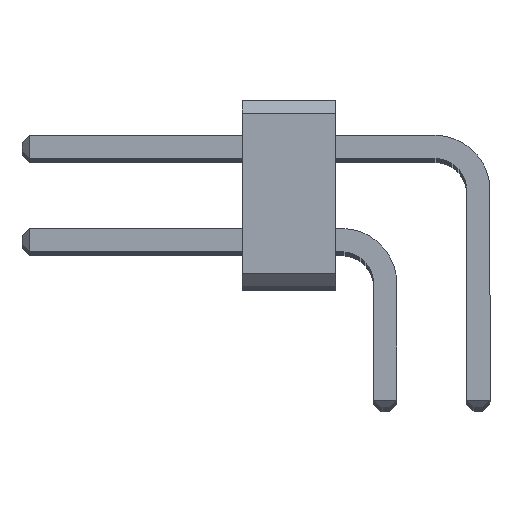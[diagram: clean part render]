
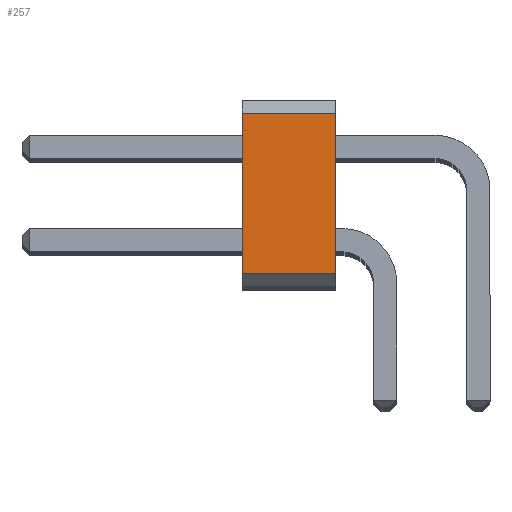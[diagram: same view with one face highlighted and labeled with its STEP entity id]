
A CAD part, top view. The second image highlights one B-rep face of the part: STEP entity #257.
In plain terms, the highlighted face is planar.
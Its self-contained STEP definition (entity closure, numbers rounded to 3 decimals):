
#257 = ADVANCED_FACE ( 'NONE', ( #1869 ), #2447, .T. ) ;
#365 = EDGE_CURVE ( 'NONE', #6451, #6633, #9638, .T. ) ;
#366 = EDGE_CURVE ( 'NONE', #6454, #6632, #9640, .T. ) ;
#699 = AXIS2_PLACEMENT_3D ( 'NONE', #2448, #2453, #2454 ) ;
#1014 = EDGE_LOOP ( 'NONE', ( #8528, #8529, #8530, #8531 ) ) ;
#1869 = FACE_OUTER_BOUND ( 'NONE', #1014, .T. ) ;
#2447 = PLANE ( 'NONE',  #699 ) ;
#2448 = CARTESIAN_POINT ( 'NONE',  ( -2.186, 2.54, -63.146 ) ) ;
#2453 = DIRECTION ( 'NONE',  ( 0., 0., -1. ) ) ;
#2454 = DIRECTION ( 'NONE',  ( -1., 0., 0. ) ) ;
#2775 = CARTESIAN_POINT ( 'NONE',  ( 2.186, 2.54, -63.146 ) ) ;
#2777 = CARTESIAN_POINT ( 'NONE',  ( -2.186, 2.54, -63.146 ) ) ;
#2780 = DIRECTION ( 'NONE',  ( 0., -1., 0. ) ) ;
#2782 = DIRECTION ( 'NONE',  ( 0., -1., 0. ) ) ;
#5868 = EDGE_CURVE ( 'NONE', #6454, #6451, #10860, .T. ) ;
#6147 = EDGE_CURVE ( 'NONE', #6632, #6633, #11871, .T. ) ;
#6451 = VERTEX_POINT ( 'NONE', #12576 ) ;
#6454 = VERTEX_POINT ( 'NONE', #12579 ) ;
#6632 = VERTEX_POINT ( 'NONE', #12757 ) ;
#6633 = VERTEX_POINT ( 'NONE', #12758 ) ;
#8528 = ORIENTED_EDGE ( 'NONE', *, *, #6147, .F. ) ;
#8529 = ORIENTED_EDGE ( 'NONE', *, *, #366, .F. ) ;
#8530 = ORIENTED_EDGE ( 'NONE', *, *, #5868, .T. ) ;
#8531 = ORIENTED_EDGE ( 'NONE', *, *, #365, .T. ) ;
#9638 = LINE ( 'NONE', #2775, #9643 ) ;
#9640 = LINE ( 'NONE', #2777, #9645 ) ;
#9643 = VECTOR ( 'NONE', #2780, 1000. ) ;
#9645 = VECTOR ( 'NONE', #2782, 1000. ) ;
#10682 = CARTESIAN_POINT ( 'NONE',  ( -2.186, 2.54, -63.146 ) ) ;
#10683 = DIRECTION ( 'NONE',  ( 1., 0., 0. ) ) ;
#10860 = LINE ( 'NONE', #10682, #10863 ) ;
#10863 = VECTOR ( 'NONE', #10683, 1000. ) ;
#11871 = LINE ( 'NONE', #12408, #11874 ) ;
#11874 = VECTOR ( 'NONE', #12409, 1000. ) ;
#12408 = CARTESIAN_POINT ( 'NONE',  ( -2.186, 0., -63.146 ) ) ;
#12409 = DIRECTION ( 'NONE',  ( 1., 0., 0. ) ) ;
#12576 = CARTESIAN_POINT ( 'NONE',  ( 2.186, 2.54, -63.146 ) ) ;
#12579 = CARTESIAN_POINT ( 'NONE',  ( -2.186, 2.54, -63.146 ) ) ;
#12757 = CARTESIAN_POINT ( 'NONE',  ( -2.186, 0., -63.146 ) ) ;
#12758 = CARTESIAN_POINT ( 'NONE',  ( 2.186, 0., -63.146 ) ) ;
